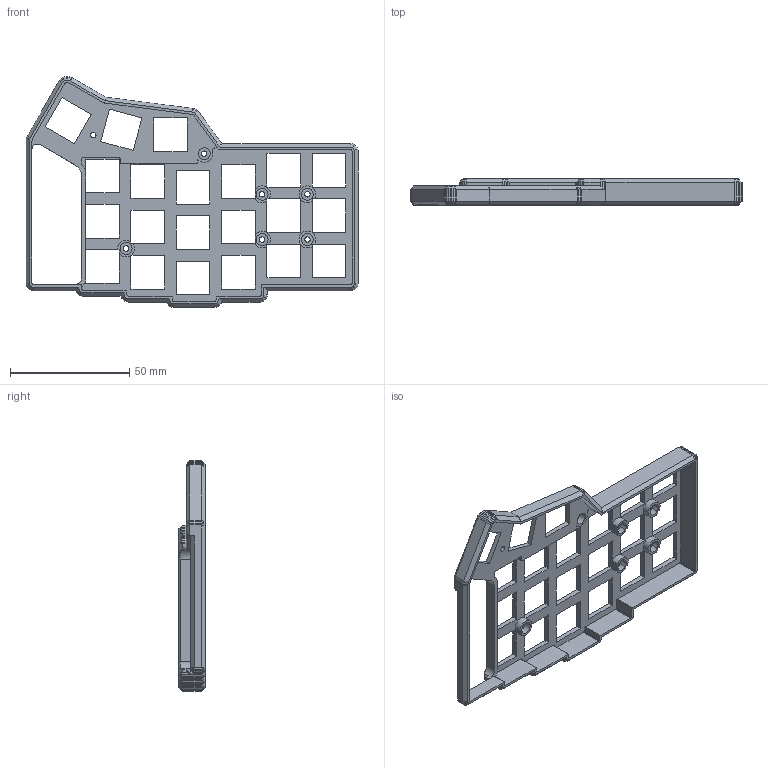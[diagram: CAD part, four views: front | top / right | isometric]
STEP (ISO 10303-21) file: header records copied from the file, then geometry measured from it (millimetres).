
FILE_DESCRIPTION(/* description */ (''),/* implementation_level */ '2;1');
FILE_NAME(/* name */ 'uniCorne-hybrid-mx-3x6-right.step',/* time_stamp */ '2024-02-15T22:21:08+08:00',/* author */ (''),/* organization */ (''),/* preprocessor_version */ 'ST-DEVELOPER v20',/* originating_system */ 'Autodesk Translation Framework v12.20.1.177',/* authorisation */ '');
FILE_SCHEMA (('AUTOMOTIVE_DESIGN { 1 0 10303 214 3 1 1 }'));
Length unit declared in the file: millimetre
Products named in the file (1): uniCorne-hybrid-mx-3x6-CR2-25T
Bounding box: 139.15 x 11 x 96.8 mm (x, y, z)
Volume: 17930 mm3; surface area: 20444.6 mm2
Topology: 1 solids, 1 shells, 693 faces, 1823 edges, 1129 vertices
Faces by surface type: plane 657, cylinder 30, cone 5, bspline 1
Full cylindrical faces by diameter (mm): 2.3 x7, 5 x6
Entity records: 20789 total; most frequent: CARTESIAN_POINT 3683, ORIENTED_EDGE 3646, DIRECTION 3268, EDGE_CURVE 1823, LINE 1746, VECTOR 1746, VERTEX_POINT 1129, AXIS2_PLACEMENT_3D 761
